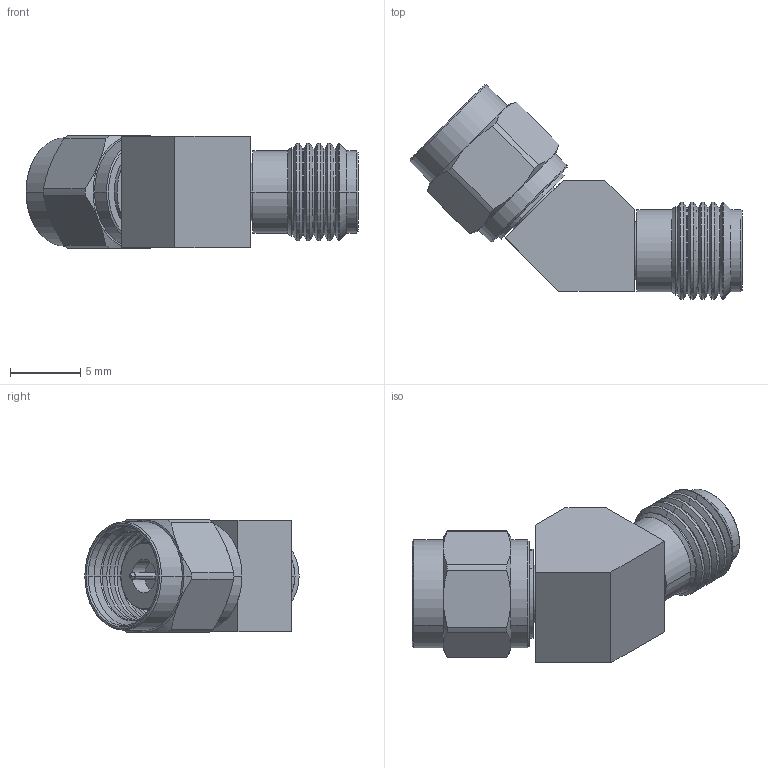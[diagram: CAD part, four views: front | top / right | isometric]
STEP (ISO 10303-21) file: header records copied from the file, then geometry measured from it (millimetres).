
FILE_DESCRIPTION (( 'STEP AP203' ), '1' );
FILE_NAME ('FMAD1588_3D.STEP', '2022-11-28T23:40:00', ( '' ), ( '' ), 'SwSTEP 2.0', 'SolidWorks 2022', '' );
FILE_SCHEMA (( 'CONFIG_CONTROL_DESIGN' ));
Length unit declared in the file: inch
Products named in the file (5): ad45s-243-248_asm.stp; ALS-243-248-12-2-BODY.stp; FMAD1588_3D; ALS-248-248-12-1-BODY.stp; AD45S-243-248-3.stp
Assembly tree (4 placements, depth 3):
  FMAD1588_3D
    ad45s-243-248_asm.stp
      AD45S-243-248-3.stp
      ALS-243-248-12-2-BODY.stp
      ALS-248-248-12-1-BODY.stp
Bounding box: 23.61 x 15.24 x 8 mm (x, y, z)
Volume: 890.6 mm3; surface area: 1300.8 mm2
Topology: 3 solids, 3 shells, 219 faces, 479 edges, 277 vertices
Faces by surface type: cone 94, cylinder 89, plane 34, torus 2
Entity records: 6594 total; most frequent: DIRECTION 1157, CARTESIAN_POINT 1149, ORIENTED_EDGE 954, AXIS2_PLACEMENT_3D 477, EDGE_CURVE 477, VERTEX_POINT 277, CIRCLE 250, EDGE_LOOP 232
